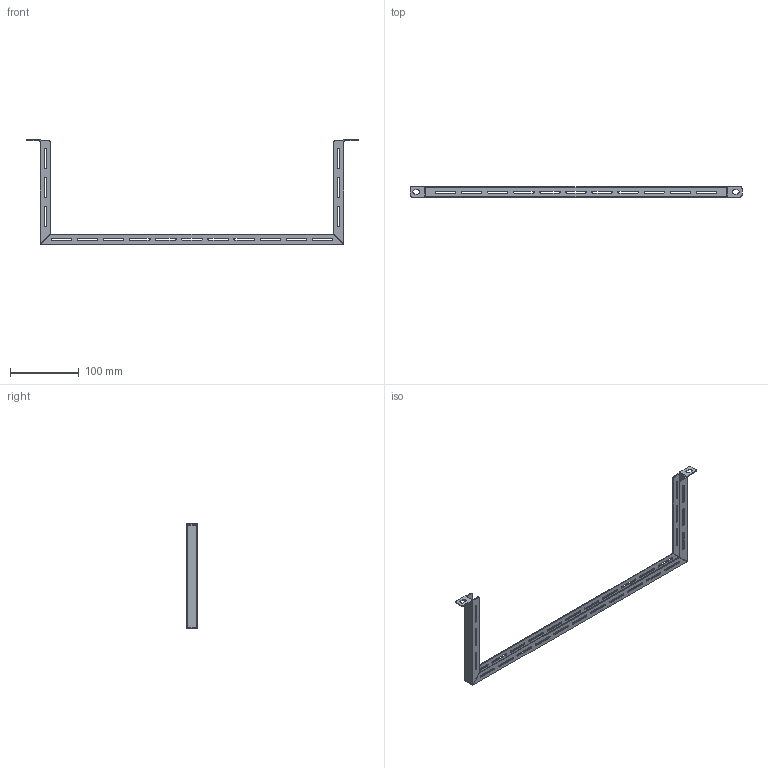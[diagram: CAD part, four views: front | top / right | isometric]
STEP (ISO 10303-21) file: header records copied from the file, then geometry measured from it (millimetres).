
FILE_DESCRIPTION (( 'STEP AP214' ), '1' );
FILE_NAME ('RP00009-6.STEP', '2018-11-26T22:18:32', ( '' ), ( '' ), 'SwSTEP 2.0', 'SolidWorks 2017', '' );
FILE_SCHEMA (( 'AUTOMOTIVE_DESIGN' ));
Length unit declared in the file: inch
Products named in the file (1): RP00009-6
Bounding box: 483 x 15 x 152.4 mm (x, y, z)
Volume: 40228 mm3; surface area: 60497.9 mm2
Topology: 1 solids, 1 shells, 265 faces, 789 edges, 526 vertices
Faces by surface type: cylinder 133, plane 132
Entity records: 11966 total; most frequent: DIRECTION 1587, CARTESIAN_POINT 1581, ORIENTED_EDGE 1578, EDGE_CURVE 789, AXIS2_PLACEMENT_3D 532, VERTEX_POINT 526, LINE 523, VECTOR 523
